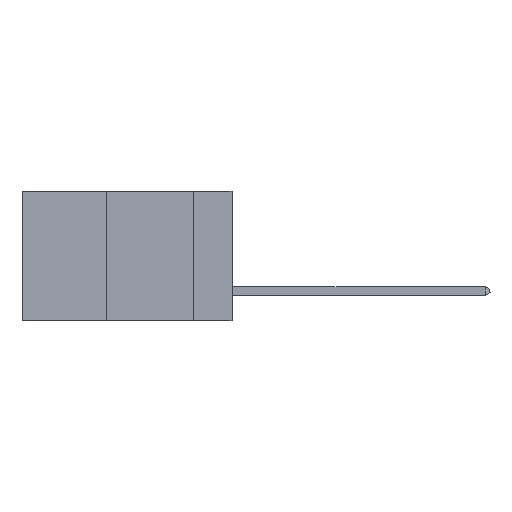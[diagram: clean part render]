
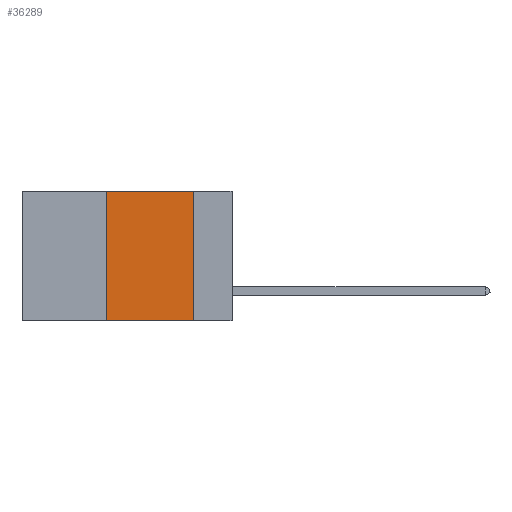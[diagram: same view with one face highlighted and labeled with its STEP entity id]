
A CAD part, left-side view. The second image highlights one B-rep face of the part: STEP entity #36289.
In plain terms, the highlighted planar face has unit normal (-1, 0, 0).
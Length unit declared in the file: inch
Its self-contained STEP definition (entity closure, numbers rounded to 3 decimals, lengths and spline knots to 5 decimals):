
#675 = ORIENTED_EDGE ( 'NONE', *, *, #17227, .T. ) ;
#1743 = CARTESIAN_POINT ( 'NONE',  ( 0., 0.11, -0.37 ) ) ;
#4508 = FACE_OUTER_BOUND ( 'NONE', #38178, .T. ) ;
#7008 = CARTESIAN_POINT ( 'NONE',  ( 0., 0.6, 0. ) ) ;
#9864 = VERTEX_POINT ( 'NONE', #37034 ) ;
#10350 = DIRECTION ( 'NONE',  ( 1., 0., 0. ) ) ;
#13584 = VECTOR ( 'NONE', #25276, 39.37008 ) ;
#14138 = VERTEX_POINT ( 'NONE', #26329 ) ;
#15306 = LINE ( 'NONE', #23311, #15815 ) ;
#15514 = EDGE_CURVE ( 'NONE', #42557, #26498, #15306, .T. ) ;
#15815 = VECTOR ( 'NONE', #29693, 39.37008 ) ;
#16262 = AXIS2_PLACEMENT_3D ( 'NONE', #7008, #10350, #33767 ) ;
#17227 = EDGE_CURVE ( 'NONE', #9864, #26498, #29074, .T. ) ;
#20893 = EDGE_CURVE ( 'NONE', #9864, #14138, #21497, .T. ) ;
#21497 = LINE ( 'NONE', #38655, #13584 ) ;
#23311 = CARTESIAN_POINT ( 'NONE',  ( 0., 0.11, 0. ) ) ;
#23764 = EDGE_CURVE ( 'NONE', #14138, #42557, #42845, .T. ) ;
#24859 = ORIENTED_EDGE ( 'NONE', *, *, #15514, .F. ) ;
#25276 = DIRECTION ( 'NONE',  ( 0., 0., 1. ) ) ;
#25822 = ORIENTED_EDGE ( 'NONE', *, *, #20893, .F. ) ;
#26329 = CARTESIAN_POINT ( 'NONE',  ( 0., 0.36, 0. ) ) ;
#26498 = VERTEX_POINT ( 'NONE', #1743 ) ;
#26550 = VECTOR ( 'NONE', #37478, 39.37008 ) ;
#29074 = LINE ( 'NONE', #36908, #26550 ) ;
#29281 = ORIENTED_EDGE ( 'NONE', *, *, #23764, .F. ) ;
#29693 = DIRECTION ( 'NONE',  ( 0., 0., -1. ) ) ;
#30944 = DIRECTION ( 'NONE',  ( 0., -1., 0. ) ) ;
#33767 = DIRECTION ( 'NONE',  ( 0., 0., -1. ) ) ;
#33967 = VECTOR ( 'NONE', #30944, 39.37008 ) ;
#34196 = PLANE ( 'NONE',  #16262 ) ;
#36289 = ADVANCED_FACE ( 'NONE', ( #4508 ), #34196, .F. ) ;
#36908 = CARTESIAN_POINT ( 'NONE',  ( 0., 0.6, -0.37 ) ) ;
#37034 = CARTESIAN_POINT ( 'NONE',  ( 0., 0.36, -0.37 ) ) ;
#37478 = DIRECTION ( 'NONE',  ( 0., -1., 0. ) ) ;
#38178 = EDGE_LOOP ( 'NONE', ( #24859, #29281, #25822, #675 ) ) ;
#38655 = CARTESIAN_POINT ( 'NONE',  ( 0., 0.36, 0. ) ) ;
#39545 = CARTESIAN_POINT ( 'NONE',  ( 0., 0.11, 0. ) ) ;
#41433 = CARTESIAN_POINT ( 'NONE',  ( 0., 0.6, 0. ) ) ;
#42557 = VERTEX_POINT ( 'NONE', #39545 ) ;
#42845 = LINE ( 'NONE', #41433, #33967 ) ;
